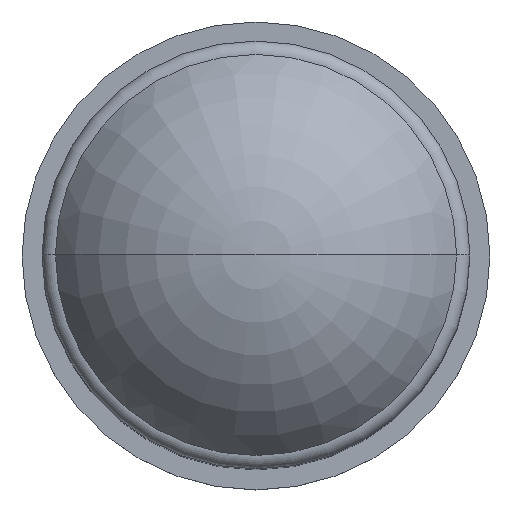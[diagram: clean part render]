
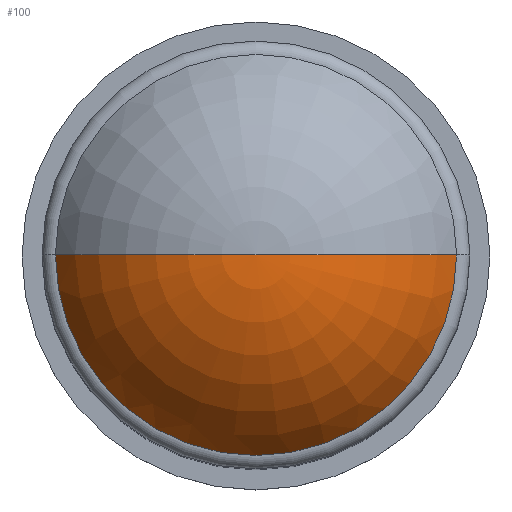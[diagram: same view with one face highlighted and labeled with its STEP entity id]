
A CAD part, top view. The second image highlights one B-rep face of the part: STEP entity #100.
In plain terms, the highlighted toroidal (fillet/blend) face has major radius 0.024 mm and minor radius 0.838 mm.
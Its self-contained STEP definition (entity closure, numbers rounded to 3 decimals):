
#22 = DIRECTION ( 'NONE',  ( 1., 0., 0. ) ) ;
#31 = CARTESIAN_POINT ( 'NONE',  ( -0.024, 0., 3.413 ) ) ;
#74 = CIRCLE ( 'NONE', #244, 0.838 ) ;
#99 = CARTESIAN_POINT ( 'NONE',  ( 0.75, 0., 3.83 ) ) ;
#100 = ADVANCED_FACE ( 'NONE', ( #274 ), #150, .T. ) ;
#105 = AXIS2_PLACEMENT_3D ( 'NONE', #106, #320, #548 ) ;
#106 = CARTESIAN_POINT ( 'NONE',  ( 0.024, 0., 3.413 ) ) ;
#128 = DIRECTION ( 'NONE',  ( 0., 1., 0. ) ) ;
#133 = AXIS2_PLACEMENT_3D ( 'NONE', #425, #287, #22 ) ;
#148 = CARTESIAN_POINT ( 'NONE',  ( 0., 0., 3.83 ) ) ;
#150 = TOROIDAL_SURFACE ( 'NONE', #133, 0.024, 0.838 ) ;
#186 = DIRECTION ( 'NONE',  ( 1., 0., 0. ) ) ;
#196 = CIRCLE ( 'NONE', #105, 0.838 ) ;
#205 = ORIENTED_EDGE ( 'NONE', *, *, #462, .T. ) ;
#219 = VERTEX_POINT ( 'NONE', #99 ) ;
#238 = VERTEX_POINT ( 'NONE', #530 ) ;
#244 = AXIS2_PLACEMENT_3D ( 'NONE', #31, #128, #423 ) ;
#251 = VERTEX_POINT ( 'NONE', #534 ) ;
#274 = FACE_OUTER_BOUND ( 'NONE', #381, .T. ) ;
#287 = DIRECTION ( 'NONE',  ( 0., 0., 1. ) ) ;
#320 = DIRECTION ( 'NONE',  ( 0., -1., 0. ) ) ;
#381 = EDGE_LOOP ( 'NONE', ( #449, #471, #205 ) ) ;
#386 = AXIS2_PLACEMENT_3D ( 'NONE', #148, #444, #186 ) ;
#423 = DIRECTION ( 'NONE',  ( -1., 0., 0. ) ) ;
#425 = CARTESIAN_POINT ( 'NONE',  ( 0., 0., 3.413 ) ) ;
#434 = CIRCLE ( 'NONE', #386, 0.75 ) ;
#444 = DIRECTION ( 'NONE',  ( 0., 0., 1. ) ) ;
#449 = ORIENTED_EDGE ( 'NONE', *, *, #467, .F. ) ;
#458 = EDGE_CURVE ( 'NONE', #238, #219, #434, .T. ) ;
#462 = EDGE_CURVE ( 'NONE', #219, #251, #196, .T. ) ;
#467 = EDGE_CURVE ( 'NONE', #238, #251, #74, .T. ) ;
#471 = ORIENTED_EDGE ( 'NONE', *, *, #458, .T. ) ;
#530 = CARTESIAN_POINT ( 'NONE',  ( -0.75, 0., 3.83 ) ) ;
#534 = CARTESIAN_POINT ( 'NONE',  ( 0., 0., 4.25 ) ) ;
#548 = DIRECTION ( 'NONE',  ( 0., 0., -1. ) ) ;
